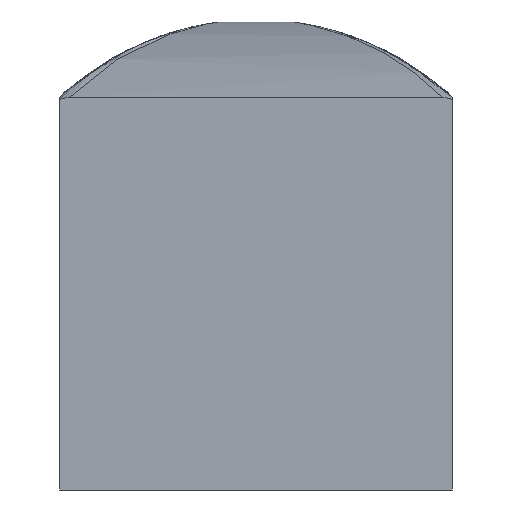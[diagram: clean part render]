
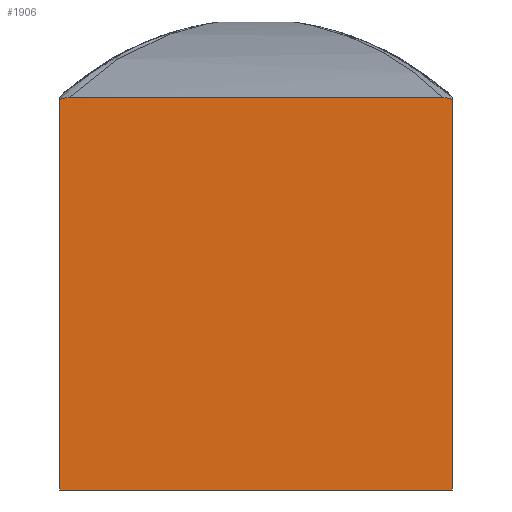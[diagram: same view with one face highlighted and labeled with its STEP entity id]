
A CAD part, left-side view. The second image highlights one B-rep face of the part: STEP entity #1906.
In plain terms, the highlighted planar face has unit normal (-1, 0, 0).
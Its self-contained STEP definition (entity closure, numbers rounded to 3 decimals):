
#34=CARTESIAN_POINT('POINT3',(-25.4,12.7,
   -0.135));
#35=VERTEX_POINT('VERTEX3',#34);
#45=CARTESIAN_POINT('POINT4',(-25.4,12.094,
   0.));
#46=VERTEX_POINT('VERTEX4',#45);
#47=B_SPLINE_CURVE_WITH_KNOTS('SPLINE_CRV3',3,(#48,#49,#50,#51,#52,#53,
   #54),.UNSPECIFIED.,.F.,.F.,(4,1,1,1,4),(0.478,
   0.505,0.675,0.843,
   1.),.UNSPECIFIED.);
#48=CARTESIAN_POINT('',(-25.4,12.7,-0.135));
#49=CARTESIAN_POINT('',(-25.4,12.69,
   -0.131));
#50=CARTESIAN_POINT('',(-25.402,12.618,
   -0.099));
#51=CARTESIAN_POINT('',(-25.401,12.481,
   -0.051));
#52=CARTESIAN_POINT('',(-25.397,12.287,
   -0.005));
#53=CARTESIAN_POINT('',(-25.406,12.156,
   -0.003));
#54=CARTESIAN_POINT('',(-25.4,12.094,
   0.));
#55=EDGE_CURVE('EDGE4',#46,#35,#47,.F.);
#892=CARTESIAN_POINT('POINT7',(-25.4,-12.094,
   0.));
#893=VERTEX_POINT('VERTEX7',#892);
#894=CARTESIAN_POINT('POS3',(-25.4,15.24,0.
   ));
#895=DIRECTION('DIR4',(0.,1.,0.));
#896=VECTOR('VEC2',#895,1.);
#897=LINE('STRAIGHT2',#894,#896);
#898=EDGE_CURVE('EDGE8',#893,#46,#897,.T.);
#940=CARTESIAN_POINT('POINT10',(-25.4,12.7,-25.4));
#941=VERTEX_POINT('VERTEX10',#940);
#948=CARTESIAN_POINT('POS8',(-25.4,12.7,-12.7));
#949=DIRECTION('DIR10',(0.,0.,1.));
#950=VECTOR('VEC6',#949,1.);
#951=LINE('STRAIGHT6',#948,#950);
#952=EDGE_CURVE('EDGE13',#941,#35,#951,.T.);
#1020=CARTESIAN_POINT('POINT14',(-25.4,-12.7,
   -0.135));
#1021=VERTEX_POINT('VERTEX14',#1020);
#1022=B_SPLINE_CURVE_WITH_KNOTS('SPLINE_CRV11',3,(#1023,#1024,#1025,
   #1026,#1027,#1028,#1029),.UNSPECIFIED.,.F.,.F.,(4,1,1,1,4),(
   0.478,0.505,0.675,
   0.843,1.),.UNSPECIFIED.);
#1023=CARTESIAN_POINT('',(-25.4,-12.7,-0.135))
   ;
#1024=CARTESIAN_POINT('',(-25.4,-12.69,
   -0.131));
#1025=CARTESIAN_POINT('',(-25.402,-12.618,
   -0.099));
#1026=CARTESIAN_POINT('',(-25.401,-12.481,
   -0.051));
#1027=CARTESIAN_POINT('',(-25.397,-12.287,
   -0.005));
#1028=CARTESIAN_POINT('',(-25.406,-12.156,
   -0.003));
#1029=CARTESIAN_POINT('',(-25.4,-12.094,0.));
#1030=EDGE_CURVE('EDGE18',#1021,#893,#1022,.T.);
#1864=CARTESIAN_POINT('POINT16',(-25.4,-12.7,-25.4));
#1865=VERTEX_POINT('VERTEX16',#1864);
#1866=CARTESIAN_POINT('POS15',(-25.4,-12.7,-25.4));
#1867=DIRECTION('DIR20',(0.,1.,0.));
#1868=VECTOR('VEC10',#1867,1.);
#1869=LINE('STRAIGHT10',#1866,#1868);
#1870=EDGE_CURVE('EDGE22',#1865,#941,#1869,.T.);
#1888=ORIENTED_EDGE('COEDGE37',*,*,#952,.F.);
#1889=ORIENTED_EDGE('COEDGE38',*,*,#1870,.F.);
#1890=CARTESIAN_POINT('POS18',(-25.4,-12.7,-12.7));
#1891=DIRECTION('DIR24',(0.,0.,1.));
#1892=VECTOR('VEC12',#1891,1.);
#1893=LINE('STRAIGHT12',#1890,#1892);
#1894=EDGE_CURVE('EDGE24',#1865,#1021,#1893,.T.);
#1895=ORIENTED_EDGE('COEDGE39',*,*,#1894,.T.);
#1896=ORIENTED_EDGE('COEDGE40',*,*,#1030,.T.);
#1897=ORIENTED_EDGE('COEDGE41',*,*,#898,.T.);
#1898=ORIENTED_EDGE('COEDGE42',*,*,#55,.T.);
#1899=EDGE_LOOP('NONE',(#1888,#1889,#1895,#1896,#1897,#1898));
#1900=FACE_BOUND('LOOP1',#1899,.T.);
#1901=CARTESIAN_POINT('POS19',(-25.4,-12.7,-25.4));
#1902=DIRECTION('DIR25',(-1.,0.,0.));
#1903=DIRECTION('DIR26',(0.,1.,0.));
#1904=AXIS2_PLACEMENT_3D('AXIS7',#1901,#1902,#1903);
#1905=PLANE('PLANE4',#1904);
#1906=ADVANCED_FACE('FACE9',(#1900),#1905,.T.);
